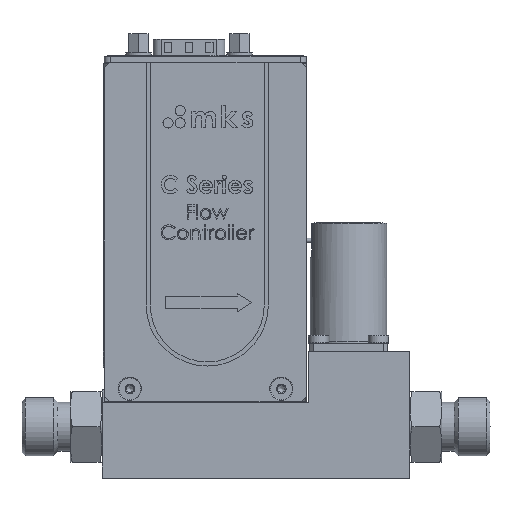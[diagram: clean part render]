
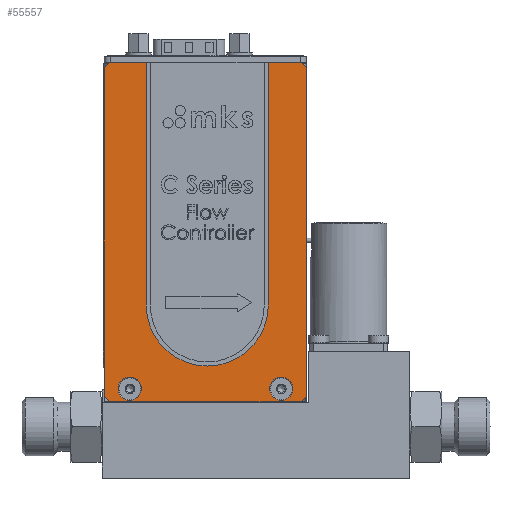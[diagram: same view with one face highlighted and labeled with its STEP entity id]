
A CAD part, top view. The second image highlights one B-rep face of the part: STEP entity #55557.
In plain terms, the highlighted planar face has unit normal (0, 0, 1).
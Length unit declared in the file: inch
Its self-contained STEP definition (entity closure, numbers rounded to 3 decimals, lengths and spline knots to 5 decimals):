
#90 = VERTEX_POINT ( 'NONE', #90924 ) ;
#763 = DIRECTION ( 'NONE',  ( 0., 0., -1. ) ) ;
#894 = VECTOR ( 'NONE', #69762, 39.37008 ) ;
#2193 = DIRECTION ( 'NONE',  ( 1., 0., 0. ) ) ;
#2577 = EDGE_CURVE ( 'NONE', #8494, #22820, #85924, .T. ) ;
#3775 = DIRECTION ( 'NONE',  ( 0., 0., 1. ) ) ;
#4000 = ORIENTED_EDGE ( 'NONE', *, *, #73187, .T. ) ;
#4225 = LINE ( 'NONE', #74366, #82389 ) ;
#4507 = LINE ( 'NONE', #39783, #42439 ) ;
#5402 = EDGE_CURVE ( 'NONE', #47726, #48761, #44803, .T. ) ;
#5848 = ORIENTED_EDGE ( 'NONE', *, *, #27975, .F. ) ;
#6106 = CARTESIAN_POINT ( 'NONE',  ( 0.86847, 3.001, 0.498 ) ) ;
#6519 = LINE ( 'NONE', #54218, #44448 ) ;
#8494 = VERTEX_POINT ( 'NONE', #63681 ) ;
#8550 = CIRCLE ( 'NONE', #21059, 0.086 ) ;
#9245 = DIRECTION ( 'NONE',  ( 0.707, -0.707, 0. ) ) ;
#9468 = CARTESIAN_POINT ( 'NONE',  ( -0.35653, 3.076, 0.498 ) ) ;
#9693 = CIRCLE ( 'NONE', #95321, 0.086 ) ;
#11260 = CARTESIAN_POINT ( 'NONE',  ( -0.35653, -0.179, 0.498 ) ) ;
#11396 = ORIENTED_EDGE ( 'NONE', *, *, #76341, .T. ) ;
#12088 = EDGE_CURVE ( 'NONE', #91329, #28384, #4225, .T. ) ;
#12573 = LINE ( 'NONE', #90391, #93058 ) ;
#13712 = DIRECTION ( 'NONE',  ( 1., 0., 0. ) ) ;
#14394 = CARTESIAN_POINT ( 'NONE',  ( -0.30653, 3.126, 0.498 ) ) ;
#15059 = CARTESIAN_POINT ( 'NONE',  ( 1.56347, 3.126, 0.498 ) ) ;
#15212 = VERTEX_POINT ( 'NONE', #69292 ) ;
#15313 = VERTEX_POINT ( 'NONE', #47929 ) ;
#18668 = ORIENTED_EDGE ( 'NONE', *, *, #5402, .T. ) ;
#18876 = DIRECTION ( 'NONE',  ( 0., -1., 0. ) ) ;
#21059 = AXIS2_PLACEMENT_3D ( 'NONE', #6106, #59076, #13712 ) ;
#21141 = EDGE_LOOP ( 'NONE', ( #78776 ) ) ;
#22820 = VERTEX_POINT ( 'NONE', #23579 ) ;
#23579 = CARTESIAN_POINT ( 'NONE',  ( -0.30653, -0.179, 0.498 ) ) ;
#24430 = CARTESIAN_POINT ( 'NONE',  ( -0.35653, -0.179, 0.498 ) ) ;
#26365 = AXIS2_PLACEMENT_3D ( 'NONE', #49120, #3775, #56706 ) ;
#27050 = ORIENTED_EDGE ( 'NONE', *, *, #12088, .T. ) ;
#27975 = EDGE_CURVE ( 'NONE', #80496, #80496, #41237, .T. ) ;
#28384 = VERTEX_POINT ( 'NONE', #62919 ) ;
#29614 = CARTESIAN_POINT ( 'NONE',  ( 1.56347, -0.179, 0.498 ) ) ;
#31418 = EDGE_CURVE ( 'NONE', #28384, #15212, #12573, .T. ) ;
#34042 = EDGE_CURVE ( 'NONE', #90, #90, #97251, .T. ) ;
#35504 = FACE_BOUND ( 'NONE', #93377, .T. ) ;
#35775 = DIRECTION ( 'NONE',  ( 0., 0., 1. ) ) ;
#36698 = DIRECTION ( 'NONE',  ( 0.707, 0.707, 0. ) ) ;
#39783 = CARTESIAN_POINT ( 'NONE',  ( -0.35653, 3.126, 0.498 ) ) ;
#41125 = LINE ( 'NONE', #24430, #894 ) ;
#41237 = CIRCLE ( 'NONE', #26365, 0.1125 ) ;
#42439 = VECTOR ( 'NONE', #47719, 39.37008 ) ;
#43165 = EDGE_CURVE ( 'NONE', #22820, #91329, #41125, .T. ) ;
#43648 = ORIENTED_EDGE ( 'NONE', *, *, #31418, .T. ) ;
#44448 = VECTOR ( 'NONE', #61829, 39.37008 ) ;
#44803 = LINE ( 'NONE', #14394, #82607 ) ;
#45769 = VERTEX_POINT ( 'NONE', #15059 ) ;
#46070 = CARTESIAN_POINT ( 'NONE',  ( -0.35653, -0.179, 0.498 ) ) ;
#47018 = ORIENTED_EDGE ( 'NONE', *, *, #68283, .F. ) ;
#47042 = CARTESIAN_POINT ( 'NONE',  ( -0.35653, -0.129, 0.498 ) ) ;
#47544 = DIRECTION ( 'NONE',  ( 0., 0., 1. ) ) ;
#47719 = DIRECTION ( 'NONE',  ( -1., 0., 0. ) ) ;
#47726 = VERTEX_POINT ( 'NONE', #85766 ) ;
#47929 = CARTESIAN_POINT ( 'NONE',  ( 1.15447, 3.001, 0.498 ) ) ;
#48664 = EDGE_LOOP ( 'NONE', ( #78574, #50119, #88738, #27050, #43648, #4000, #11396, #18668 ) ) ;
#48761 = VERTEX_POINT ( 'NONE', #9468 ) ;
#49120 = CARTESIAN_POINT ( 'NONE',  ( 1.36847, -0.053, 0.498 ) ) ;
#49298 = EDGE_CURVE ( 'NONE', #48761, #8494, #93922, .T. ) ;
#50119 = ORIENTED_EDGE ( 'NONE', *, *, #2577, .T. ) ;
#52000 = EDGE_LOOP ( 'NONE', ( #5848 ) ) ;
#53020 = DIRECTION ( 'NONE',  ( 0., 1., 0. ) ) ;
#53318 = FACE_OUTER_BOUND ( 'NONE', #48664, .T. ) ;
#53693 = DIRECTION ( 'NONE',  ( -1., 0., 0. ) ) ;
#54218 = CARTESIAN_POINT ( 'NONE',  ( 1.61347, 3.076, 0.498 ) ) ;
#54577 = CARTESIAN_POINT ( 'NONE',  ( 0.95447, 3.001, 0.498 ) ) ;
#55557 = ADVANCED_FACE ( 'NONE', ( #75756, #35504, #93435, #73345, #53318 ), #60970, .F. ) ;
#56706 = DIRECTION ( 'NONE',  ( 1., 0., 0. ) ) ;
#59076 = DIRECTION ( 'NONE',  ( 0., 0., 1. ) ) ;
#60970 = PLANE ( 'NONE',  #74782 ) ;
#61829 = DIRECTION ( 'NONE',  ( -0.707, 0.707, 0. ) ) ;
#62919 = CARTESIAN_POINT ( 'NONE',  ( 1.61347, -0.129, 0.498 ) ) ;
#63681 = CARTESIAN_POINT ( 'NONE',  ( -0.35653, -0.129, 0.498 ) ) ;
#67023 = ORIENTED_EDGE ( 'NONE', *, *, #93288, .F. ) ;
#68283 = EDGE_CURVE ( 'NONE', #72127, #72127, #8550, .T. ) ;
#69292 = CARTESIAN_POINT ( 'NONE',  ( 1.61347, 3.076, 0.498 ) ) ;
#69762 = DIRECTION ( 'NONE',  ( 1., 0., 0. ) ) ;
#71483 = VECTOR ( 'NONE', #18876, 39.37008 ) ;
#72127 = VERTEX_POINT ( 'NONE', #54577 ) ;
#73187 = EDGE_CURVE ( 'NONE', #15212, #45769, #6519, .T. ) ;
#73345 = FACE_BOUND ( 'NONE', #52000, .T. ) ;
#74366 = CARTESIAN_POINT ( 'NONE',  ( 1.56347, -0.179, 0.498 ) ) ;
#74782 = AXIS2_PLACEMENT_3D ( 'NONE', #46070, #763, #53693 ) ;
#75712 = CARTESIAN_POINT ( 'NONE',  ( 1.48097, -0.053, 0.498 ) ) ;
#75756 = FACE_BOUND ( 'NONE', #87409, .T. ) ;
#76341 = EDGE_CURVE ( 'NONE', #45769, #47726, #4507, .T. ) ;
#78574 = ORIENTED_EDGE ( 'NONE', *, *, #49298, .T. ) ;
#78776 = ORIENTED_EDGE ( 'NONE', *, *, #34042, .F. ) ;
#80496 = VERTEX_POINT ( 'NONE', #75712 ) ;
#81057 = CARTESIAN_POINT ( 'NONE',  ( -0.10753, -0.053, 0.498 ) ) ;
#82207 = DIRECTION ( 'NONE',  ( -0.707, -0.707, 0. ) ) ;
#82389 = VECTOR ( 'NONE', #36698, 39.37008 ) ;
#82607 = VECTOR ( 'NONE', #82207, 39.37008 ) ;
#83575 = VECTOR ( 'NONE', #9245, 39.37008 ) ;
#85766 = CARTESIAN_POINT ( 'NONE',  ( -0.30653, 3.126, 0.498 ) ) ;
#85924 = LINE ( 'NONE', #47042, #83575 ) ;
#87409 = EDGE_LOOP ( 'NONE', ( #67023 ) ) ;
#88643 = DIRECTION ( 'NONE',  ( 1., 0., 0. ) ) ;
#88738 = ORIENTED_EDGE ( 'NONE', *, *, #43165, .T. ) ;
#88848 = AXIS2_PLACEMENT_3D ( 'NONE', #81057, #35775, #88643 ) ;
#90391 = CARTESIAN_POINT ( 'NONE',  ( 1.61347, -0.179, 0.498 ) ) ;
#90924 = CARTESIAN_POINT ( 'NONE',  ( 0.00497, -0.053, 0.498 ) ) ;
#91329 = VERTEX_POINT ( 'NONE', #29614 ) ;
#92764 = CARTESIAN_POINT ( 'NONE',  ( 1.06847, 3.001, 0.498 ) ) ;
#93058 = VECTOR ( 'NONE', #53020, 39.37008 ) ;
#93288 = EDGE_CURVE ( 'NONE', #15313, #15313, #9693, .T. ) ;
#93377 = EDGE_LOOP ( 'NONE', ( #47018 ) ) ;
#93435 = FACE_BOUND ( 'NONE', #21141, .T. ) ;
#93922 = LINE ( 'NONE', #11260, #71483 ) ;
#95321 = AXIS2_PLACEMENT_3D ( 'NONE', #92764, #47544, #2193 ) ;
#97251 = CIRCLE ( 'NONE', #88848, 0.1125 ) ;
